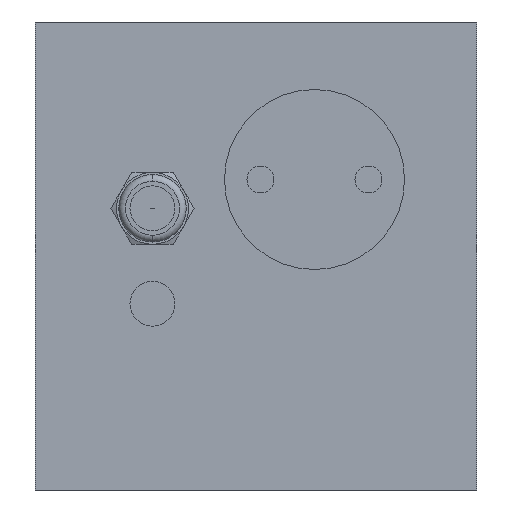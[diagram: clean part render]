
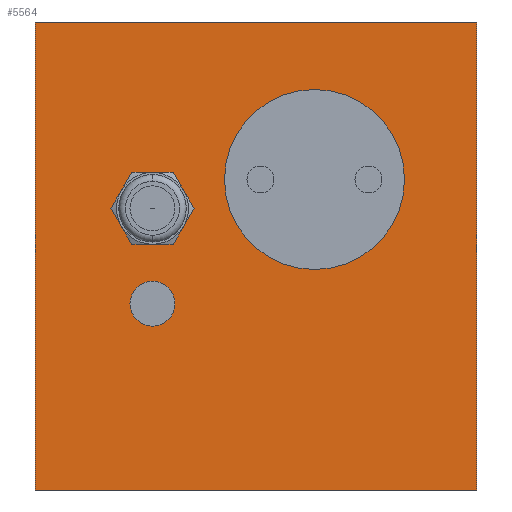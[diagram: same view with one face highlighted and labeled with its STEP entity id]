
A CAD part, left-side view. The second image highlights one B-rep face of the part: STEP entity #5564.
In plain terms, the highlighted planar face has unit normal (-1, 0, 0).
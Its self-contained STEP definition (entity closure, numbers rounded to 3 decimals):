
#17=DIRECTION('',(0.,-1.,0.));
#18=VECTOR('',#17,49.);
#19=CARTESIAN_POINT('',(0.,49.,0.));
#20=LINE('',#19,#18);
#627=DIRECTION('',(0.,0.,1.));
#628=VECTOR('',#627,52.);
#629=CARTESIAN_POINT('',(0.,49.,-52.));
#630=LINE('',#629,#628);
#671=DIRECTION('',(0.,-1.,0.));
#672=VECTOR('',#671,49.);
#673=CARTESIAN_POINT('',(0.,49.,-52.));
#674=LINE('',#673,#672);
#675=DIRECTION('',(0.,0.,1.));
#676=VECTOR('',#675,52.);
#677=CARTESIAN_POINT('',(0.,0.,-52.));
#678=LINE('',#677,#676);
#679=CARTESIAN_POINT('',(0.,18.,-17.5));
#680=DIRECTION('',(1.,0.,0.));
#681=DIRECTION('',(0.,0.,-1.));
#682=AXIS2_PLACEMENT_3D('',#679,#680,#681);
#684=CARTESIAN_POINT('',(0.,18.,-17.5));
#685=DIRECTION('',(1.,0.,0.));
#686=DIRECTION('',(0.,0.,1.));
#687=AXIS2_PLACEMENT_3D('',#684,#685,#686);
#689=CARTESIAN_POINT('',(0.,36.,-31.3));
#690=DIRECTION('',(1.,0.,0.));
#691=DIRECTION('',(0.,0.,-1.));
#692=AXIS2_PLACEMENT_3D('',#689,#690,#691);
#694=CARTESIAN_POINT('',(0.,36.,-31.3));
#695=DIRECTION('',(1.,0.,0.));
#696=DIRECTION('',(0.,0.,1.));
#697=AXIS2_PLACEMENT_3D('',#694,#695,#696);
#699=CARTESIAN_POINT('',(0.,36.,-20.7));
#700=DIRECTION('',(-1.,0.,0.));
#701=DIRECTION('',(0.,-0.866,0.5));
#702=AXIS2_PLACEMENT_3D('',#699,#700,#701);
#704=CARTESIAN_POINT('',(0.,36.,-20.7));
#705=DIRECTION('',(-1.,0.,0.));
#706=DIRECTION('',(0.,0.,1.));
#707=AXIS2_PLACEMENT_3D('',#704,#705,#706);
#709=CARTESIAN_POINT('',(0.,36.,-20.7));
#710=DIRECTION('',(-1.,0.,0.));
#711=DIRECTION('',(0.,0.866,0.5));
#712=AXIS2_PLACEMENT_3D('',#709,#710,#711);
#714=CARTESIAN_POINT('',(0.,36.,-20.7));
#715=DIRECTION('',(-1.,0.,0.));
#716=DIRECTION('',(0.,0.866,-0.5));
#717=AXIS2_PLACEMENT_3D('',#714,#715,#716);
#719=CARTESIAN_POINT('',(0.,36.,-20.7));
#720=DIRECTION('',(-1.,0.,0.));
#721=DIRECTION('',(0.,0.,-1.));
#722=AXIS2_PLACEMENT_3D('',#719,#720,#721);
#724=CARTESIAN_POINT('',(0.,36.,-20.7));
#725=DIRECTION('',(-1.,0.,0.));
#726=DIRECTION('',(0.,-0.866,-0.5));
#727=AXIS2_PLACEMENT_3D('',#724,#725,#726);
#3879=CARTESIAN_POINT('',(0.,0.,-52.));
#3880=VERTEX_POINT('',#3879);
#3881=CARTESIAN_POINT('',(0.,49.,-52.));
#3882=VERTEX_POINT('',#3881);
#3903=CARTESIAN_POINT('',(0.,0.,0.));
#3904=VERTEX_POINT('',#3903);
#3909=CARTESIAN_POINT('',(0.,49.,0.));
#3910=VERTEX_POINT('',#3909);
#3911=CARTESIAN_POINT('',(0.,18.,-27.5));
#3912=CARTESIAN_POINT('',(0.,18.,-7.5));
#3913=VERTEX_POINT('',#3911);
#3914=VERTEX_POINT('',#3912);
#3915=CARTESIAN_POINT('',(0.,36.,-33.8));
#3916=CARTESIAN_POINT('',(0.,36.,-28.8));
#3917=VERTEX_POINT('',#3915);
#3918=VERTEX_POINT('',#3916);
#4913=CARTESIAN_POINT('',(0.,32.536,-18.7));
#4914=CARTESIAN_POINT('',(0.,36.,-16.7));
#4915=VERTEX_POINT('',#4913);
#4916=VERTEX_POINT('',#4914);
#4917=CARTESIAN_POINT('',(0.,39.464,-22.7));
#4918=CARTESIAN_POINT('',(0.,36.,-24.7));
#4919=VERTEX_POINT('',#4917);
#4920=VERTEX_POINT('',#4918);
#4921=CARTESIAN_POINT('',(0.,32.536,-22.7));
#4922=VERTEX_POINT('',#4921);
#4923=CARTESIAN_POINT('',(0.,39.464,-18.7));
#4924=VERTEX_POINT('',#4923);
#5526=CARTESIAN_POINT('',(0.,24.5,-26.));
#5527=DIRECTION('',(1.,0.,0.));
#5528=DIRECTION('',(0.,-1.,0.));
#5529=AXIS2_PLACEMENT_3D('',#5526,#5527,#5528);
#5530=PLANE('',#5529);
#5531=ORIENTED_EDGE('',*,*,#5411,.F.);
#5532=ORIENTED_EDGE('',*,*,#5497,.T.);
#5533=ORIENTED_EDGE('',*,*,#4952,.T.);
#5535=ORIENTED_EDGE('',*,*,#5534,.F.);
#5536=EDGE_LOOP('',(#5531,#5532,#5533,#5535));
#5537=FACE_OUTER_BOUND('',#5536,.F.);
#5539=ORIENTED_EDGE('',*,*,#5538,.F.);
#5541=ORIENTED_EDGE('',*,*,#5540,.F.);
#5542=EDGE_LOOP('',(#5539,#5541));
#5543=FACE_BOUND('',#5542,.F.);
#5545=ORIENTED_EDGE('',*,*,#5544,.F.);
#5547=ORIENTED_EDGE('',*,*,#5546,.F.);
#5548=EDGE_LOOP('',(#5545,#5547));
#5549=FACE_BOUND('',#5548,.F.);
#5551=ORIENTED_EDGE('',*,*,#5550,.T.);
#5553=ORIENTED_EDGE('',*,*,#5552,.T.);
#5555=ORIENTED_EDGE('',*,*,#5554,.T.);
#5557=ORIENTED_EDGE('',*,*,#5556,.T.);
#5559=ORIENTED_EDGE('',*,*,#5558,.T.);
#5561=ORIENTED_EDGE('',*,*,#5560,.T.);
#5562=EDGE_LOOP('',(#5551,#5553,#5555,#5557,#5559,#5561));
#5563=FACE_BOUND('',#5562,.F.);
#5564=ADVANCED_FACE('',(#5537,#5543,#5549,#5563),#5530,.F.);
#683=CIRCLE('',#682,10.);
#688=CIRCLE('',#687,10.);
#693=CIRCLE('',#692,2.5);
#698=CIRCLE('',#697,2.5);
#703=CIRCLE('',#702,4.);
#708=CIRCLE('',#707,4.);
#713=CIRCLE('',#712,4.);
#718=CIRCLE('',#717,4.);
#723=CIRCLE('',#722,4.);
#728=CIRCLE('',#727,4.);
#4952=EDGE_CURVE('',#3910,#3904,#20,.T.);
#5411=EDGE_CURVE('',#3882,#3880,#674,.T.);
#5497=EDGE_CURVE('',#3882,#3910,#630,.T.);
#5534=EDGE_CURVE('',#3880,#3904,#678,.T.);
#5538=EDGE_CURVE('',#3913,#3914,#683,.T.);
#5540=EDGE_CURVE('',#3914,#3913,#688,.T.);
#5544=EDGE_CURVE('',#3917,#3918,#693,.T.);
#5546=EDGE_CURVE('',#3918,#3917,#698,.T.);
#5550=EDGE_CURVE('',#4915,#4916,#703,.T.);
#5552=EDGE_CURVE('',#4916,#4924,#708,.T.);
#5554=EDGE_CURVE('',#4924,#4919,#713,.T.);
#5556=EDGE_CURVE('',#4919,#4920,#718,.T.);
#5558=EDGE_CURVE('',#4920,#4922,#723,.T.);
#5560=EDGE_CURVE('',#4922,#4915,#728,.T.);
